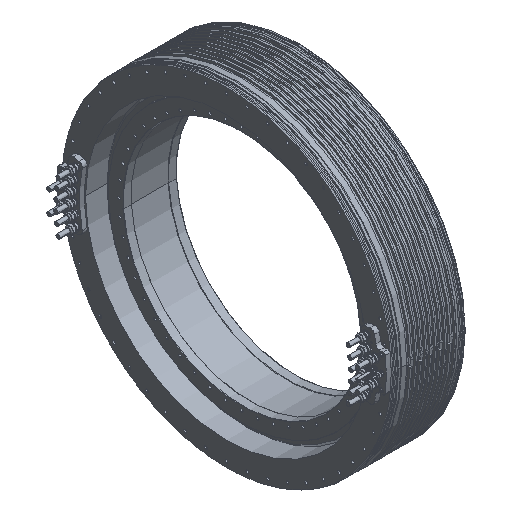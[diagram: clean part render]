
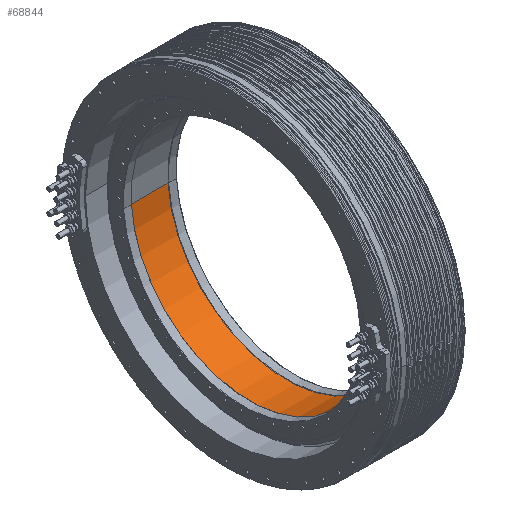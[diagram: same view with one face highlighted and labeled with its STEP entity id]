
A CAD part, isometric view. The second image highlights one B-rep face of the part: STEP entity #68844.
In plain terms, the highlighted cylindrical face has radius 290.75 mm (diameter 581.5 mm), a partial arc.
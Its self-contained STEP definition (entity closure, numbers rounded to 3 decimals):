
#63032=CARTESIAN_POINT('',(82.25,0.,0.));
#63033=DIRECTION('',(1.,0.,0.));
#63034=DIRECTION('',(0.,-0.998,0.065));
#63035=AXIS2_PLACEMENT_3D('',#63032,#63033,#63034);
#63051=DIRECTION('',(-1.,0.,0.));
#63052=VECTOR('',#63051,89.5);
#63053=CARTESIAN_POINT('',(82.25,290.127,
-19.016));
#63054=LINE('',#63053,#63052);
#63055=DIRECTION('',(1.,0.,0.));
#63056=VECTOR('',#63055,89.5);
#63057=CARTESIAN_POINT('',(-7.25,-290.127,
19.016));
#63058=LINE('',#63057,#63056);
#63068=CARTESIAN_POINT('',(-7.25,0.,0.));
#63069=DIRECTION('',(-1.,0.,0.));
#63070=DIRECTION('',(0.,0.998,-0.065));
#63071=AXIS2_PLACEMENT_3D('',#63068,#63069,#63070);
#65145=CARTESIAN_POINT('',(82.25,-290.127,
19.016));
#65146=VERTEX_POINT('',#65145);
#65147=CARTESIAN_POINT('',(82.25,290.127,
-19.016));
#65148=VERTEX_POINT('',#65147);
#65149=CARTESIAN_POINT('',(-7.25,290.127,
-19.016));
#65150=VERTEX_POINT('',#65149);
#65151=CARTESIAN_POINT('',(-7.25,-290.127,
19.016));
#65152=VERTEX_POINT('',#65151);
#68832=CARTESIAN_POINT('',(-9.04,0.,0.));
#68833=DIRECTION('',(1.,0.,0.));
#68834=DIRECTION('',(0.,-0.998,0.065));
#68835=AXIS2_PLACEMENT_3D('',#68832,#68833,#68834);
#68836=CYLINDRICAL_SURFACE('',#68835,290.75);
#68837=ORIENTED_EDGE('',*,*,#68822,.F.);
#68838=ORIENTED_EDGE('',*,*,#68797,.F.);
#68839=ORIENTED_EDGE('',*,*,#68826,.F.);
#68841=ORIENTED_EDGE('',*,*,#68840,.F.);
#68842=EDGE_LOOP('',(#68837,#68838,#68839,#68841));
#68843=FACE_OUTER_BOUND('',#68842,.F.);
#63036=CIRCLE('',#63035,290.75);
#63072=CIRCLE('',#63071,290.75);
#68797=EDGE_CURVE('',#65146,#65148,#63036,.T.);
#68822=EDGE_CURVE('',#65148,#65150,#63054,.T.);
#68826=EDGE_CURVE('',#65152,#65146,#63058,.T.);
#68840=EDGE_CURVE('',#65150,#65152,#63072,.T.);
#68844=ADVANCED_FACE('',(#68843),#68836,.F.);
